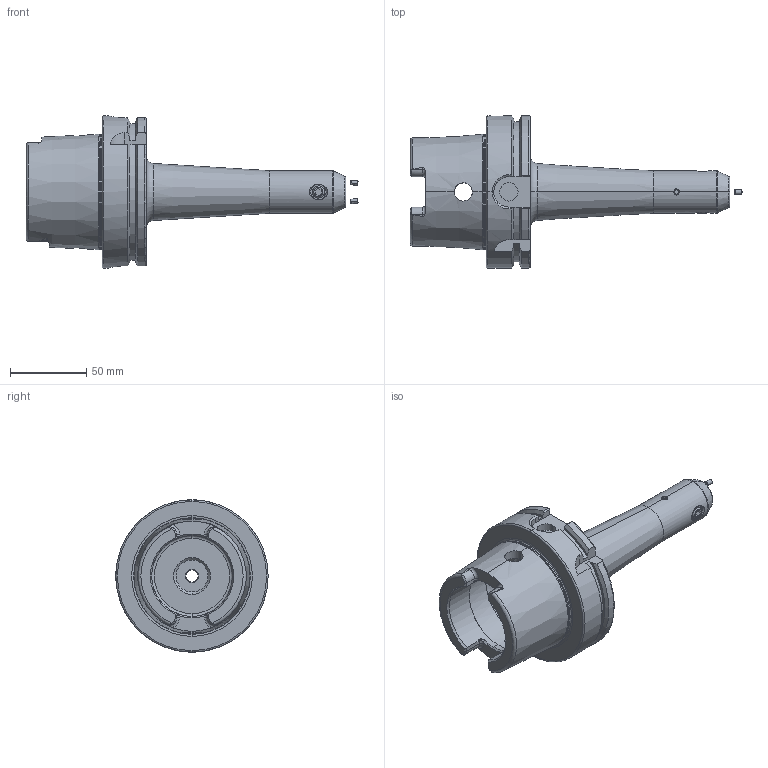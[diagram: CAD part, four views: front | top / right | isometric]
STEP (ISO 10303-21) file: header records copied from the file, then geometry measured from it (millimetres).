
FILE_DESCRIPTION (( 'STEP AP203' ), '1' );
FILE_NAME ('91100A-WK08160.STEP', '2022-07-19T12:28:01', ( '' ), ( '' ), 'SwSTEP 2.0', 'SolidWorks 2018', '' );
FILE_SCHEMA (( 'CONFIG_CONTROL_DESIGN' ));
Length unit declared in the file: millimetre
Products named in the file (6): HSKA100EK08160WW-R02; GS-M8X10-DIN1835-B; GS-M4X4_DIN 913 - M4 x 4-N; GS-M3X5; HSKA100EK08160WW-R02_ISO; 91100A-WK08160
Assembly tree (7 placements, depth 3):
  91100A-WK08160
    HSKA100EK08160WW-R02_ISO
      HSKA100EK08160WW-R02
      GS-M8X10-DIN1835-B
      GS-M4X4_DIN 913 - M4 x 4-N  x2
      GS-M3X5  x2
Bounding box: 218 x 100 x 100 mm (x, y, z)
Volume: 345718.4 mm3; surface area: 66524.9 mm2
Topology: 6 solids, 6 shells, 353 faces, 879 edges, 535 vertices
Faces by surface type: cone 111, plane 107, cylinder 90, torus 33, bspline 10, sphere 2
Entity records: 10826 total; most frequent: CARTESIAN_POINT 3482, ORIENTED_EDGE 1410, DIRECTION 1408, EDGE_CURVE 705, AXIS2_PLACEMENT_3D 560, VERTEX_POINT 430, EDGE_LOOP 301, LINE 288
